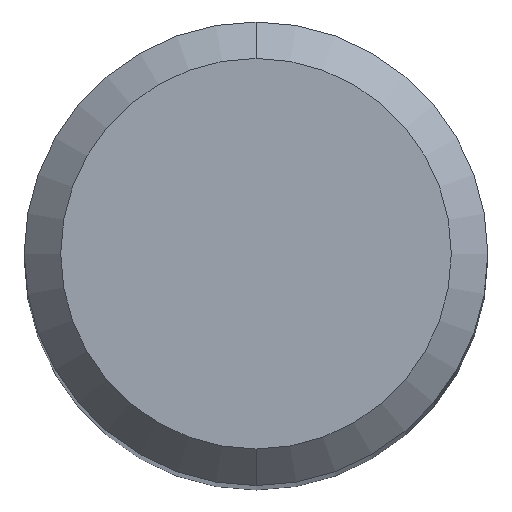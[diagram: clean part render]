
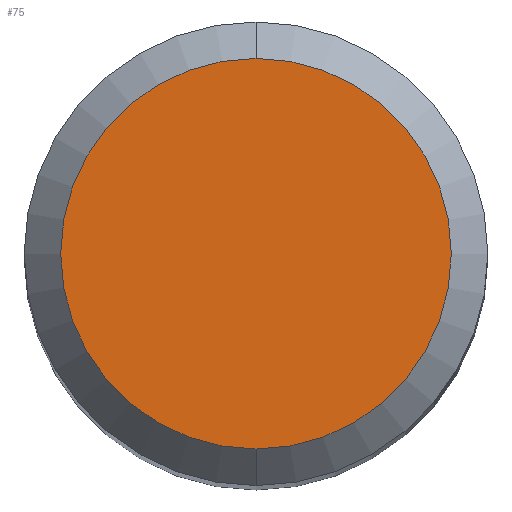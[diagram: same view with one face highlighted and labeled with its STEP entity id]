
A CAD part, top view. The second image highlights one B-rep face of the part: STEP entity #75.
In plain terms, the highlighted planar face has unit normal (0, 0, 1).
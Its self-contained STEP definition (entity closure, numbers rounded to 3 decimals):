
#55=PLANE('',#442);
#75=ADVANCED_FACE('',(#101),#55,.F.);
#101=FACE_OUTER_BOUND('',#121,.T.);
#121=EDGE_LOOP('',(#192,#193));
#192=ORIENTED_EDGE('',*,*,#249,.F.);
#193=ORIENTED_EDGE('',*,*,#247,.F.);
#212=VERTEX_POINT('',#656);
#213=VERTEX_POINT('',#658);
#247=EDGE_CURVE('',#212,#213,#273,.T.);
#249=EDGE_CURVE('',#213,#212,#274,.T.);
#273=CIRCLE('',#438,2.675);
#274=CIRCLE('',#440,2.675);
#438=AXIS2_PLACEMENT_3D('',#657,#560,#561);
#440=AXIS2_PLACEMENT_3D('',#661,#565,#566);
#442=AXIS2_PLACEMENT_3D('',#663,#569,#570);
#560=DIRECTION('',(0.,0.,-1.));
#561=DIRECTION('',(0.,-1.,0.));
#565=DIRECTION('',(0.,0.,-1.));
#566=DIRECTION('',(0.,1.,0.));
#569=DIRECTION('',(0.,0.,-1.));
#570=DIRECTION('',(0.,1.,0.));
#656=CARTESIAN_POINT('',(0.,-2.675,57.15));
#657=CARTESIAN_POINT('',(0.,0.,57.15));
#658=CARTESIAN_POINT('',(0.,2.675,57.15));
#661=CARTESIAN_POINT('',(0.,0.,57.15));
#663=CARTESIAN_POINT('',(0.,0.,57.15));
